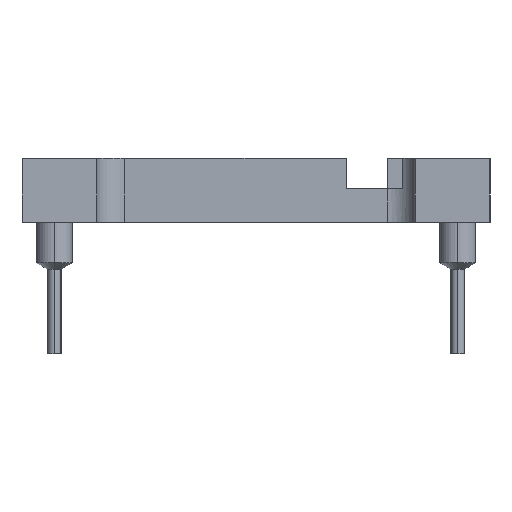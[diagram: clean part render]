
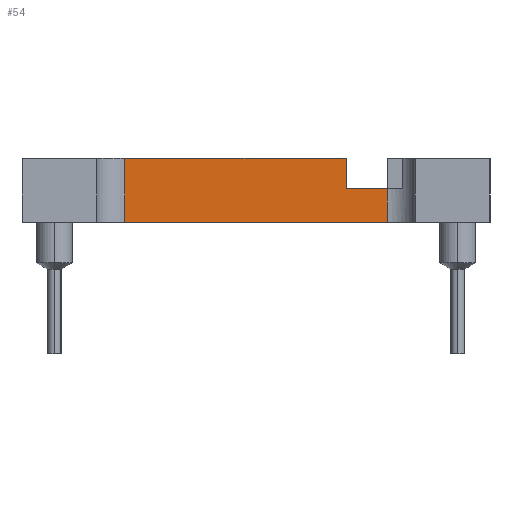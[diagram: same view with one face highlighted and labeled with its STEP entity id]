
A CAD part, left-side view. The second image highlights one B-rep face of the part: STEP entity #54.
In plain terms, the highlighted planar face has unit normal (-1, 0, 0).
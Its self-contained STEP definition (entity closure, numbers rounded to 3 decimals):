
#54=ADVANCED_FACE('',(#746),#747,.T.);
#746=FACE_OUTER_BOUND('',#2155,.T.);
#747=PLANE('',#2156);
#2155=EDGE_LOOP('',(#3678,#3679,#3680,#3681,#3682,#3683));
#2156=AXIS2_PLACEMENT_3D('',#3684,#3685,#3686);
#3678=ORIENTED_EDGE('',*,*,#8242,.F.);
#3679=ORIENTED_EDGE('',*,*,#8158,.F.);
#3680=ORIENTED_EDGE('',*,*,#8243,.T.);
#3681=ORIENTED_EDGE('',*,*,#8244,.T.);
#3682=ORIENTED_EDGE('',*,*,#8245,.F.);
#3683=ORIENTED_EDGE('',*,*,#8218,.T.);
#3684=CARTESIAN_POINT('',(-24.282,4.953,0.0));
#3685=DIRECTION('',(-1.0,0.0,0.0));
#3686=DIRECTION('',(0.0,0.0,1.0));
#8158=EDGE_CURVE('',#9546,#9548,#9549,.T.);
#8218=EDGE_CURVE('',#9656,#9664,#9666,.T.);
#8242=EDGE_CURVE('',#9548,#9664,#9712,.T.);
#8243=EDGE_CURVE('',#9546,#9713,#9714,.T.);
#8244=EDGE_CURVE('',#9713,#9715,#9716,.T.);
#8245=EDGE_CURVE('',#9656,#9715,#9717,.T.);
#9546=VERTEX_POINT('',#11697);
#9548=VERTEX_POINT('',#11699);
#9549=LINE('',#11700,#11701);
#9656=VERTEX_POINT('',#11818);
#9664=VERTEX_POINT('',#11828);
#9666=LINE('',#11831,#11832);
#9712=LINE('',#11891,#11892);
#9713=VERTEX_POINT('',#11893);
#9714=LINE('',#11894,#11895);
#9715=VERTEX_POINT('',#11896);
#9716=LINE('',#11897,#11898);
#9717=LINE('',#11899,#11900);
#11697=CARTESIAN_POINT('',(-24.282,4.953,0.0));
#11699=CARTESIAN_POINT('',(-24.282,-3.404,0.0));
#11700=CARTESIAN_POINT('',(-24.282,4.953,0.0));
#11701=VECTOR('',#14439,8.357);
#11818=CARTESIAN_POINT('',(-24.282,-4.953,-1.143));
#11828=CARTESIAN_POINT('',(-24.282,-3.404,-1.143));
#11831=CARTESIAN_POINT('',(-24.282,-4.953,-1.143));
#11832=VECTOR('',#14591,1.549);
#11891=CARTESIAN_POINT('',(-24.282,-3.404,0.0));
#11892=VECTOR('',#14635,1.143);
#11893=CARTESIAN_POINT('',(-24.282,4.953,-2.413));
#11894=CARTESIAN_POINT('',(-24.282,4.953,0.0));
#11895=VECTOR('',#14636,2.413);
#11896=CARTESIAN_POINT('',(-24.282,-4.953,-2.413));
#11897=CARTESIAN_POINT('',(-24.282,4.953,-2.413));
#11898=VECTOR('',#14637,9.906);
#11899=CARTESIAN_POINT('',(-24.282,-4.953,-1.143));
#11900=VECTOR('',#14638,1.27);
#14439=DIRECTION('',(0.0,-1.0,0.0));
#14591=DIRECTION('',(0.0,1.0,0.0));
#14635=DIRECTION('',(0.0,0.0,-1.0));
#14636=DIRECTION('',(0.0,0.0,-1.0));
#14637=DIRECTION('',(0.0,-1.0,0.0));
#14638=DIRECTION('',(0.0,0.0,-1.0));
